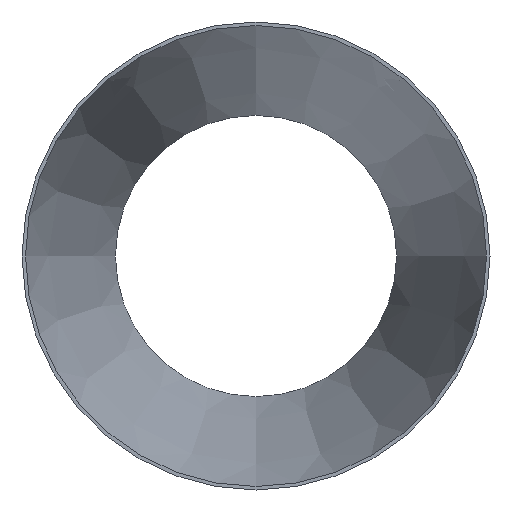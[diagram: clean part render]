
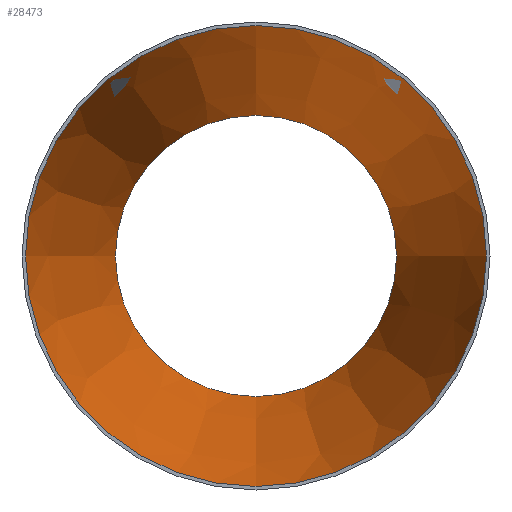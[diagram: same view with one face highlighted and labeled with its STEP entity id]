
A CAD part, front view. The second image highlights one B-rep face of the part: STEP entity #28473.
In plain terms, the highlighted conical face has half-angle 12.358 degrees and reference radius 199.929 mm.
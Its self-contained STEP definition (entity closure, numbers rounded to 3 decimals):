
#3839 = VERTEX_POINT ( 'NONE', #7371 ) ;
#5145 = CONICAL_SURFACE ( 'NONE', #11454, 199.929, 0.216 ) ;
#7371 = CARTESIAN_POINT ( 'NONE',  ( 0., 356., -121.929 ) ) ;
#8469 = CARTESIAN_POINT ( 'NONE',  ( 0., 356., 0. ) ) ;
#8819 = FACE_OUTER_BOUND ( 'NONE', #18364, .T. ) ;
#9553 = DIRECTION ( 'NONE',  ( 0., -1., 0. ) ) ;
#10516 = EDGE_CURVE ( 'NONE', #3839, #3839, #30003, .T. ) ;
#11454 = AXIS2_PLACEMENT_3D ( 'NONE', #28431, #38307, #22487 ) ;
#11865 = DIRECTION ( 'NONE',  ( 0., -1., 0. ) ) ;
#15208 = FACE_BOUND ( 'NONE', #23271, .T. ) ;
#18364 = EDGE_LOOP ( 'NONE', ( #22635 ) ) ;
#22487 = DIRECTION ( 'NONE',  ( 0., 0., -1. ) ) ;
#22635 = ORIENTED_EDGE ( 'NONE', *, *, #41696, .T. ) ;
#23271 = EDGE_LOOP ( 'NONE', ( #39841 ) ) ;
#23713 = AXIS2_PLACEMENT_3D ( 'NONE', #8469, #9553, #39871 ) ;
#26444 = CIRCLE ( 'NONE', #27841, 199.929 ) ;
#27841 = AXIS2_PLACEMENT_3D ( 'NONE', #32295, #11865, #35815 ) ;
#28431 = CARTESIAN_POINT ( 'NONE',  ( 0., 0., 0. ) ) ;
#28473 = ADVANCED_FACE ( 'NONE', ( #15208, #8819 ), #5145, .F. ) ;
#30003 = CIRCLE ( 'NONE', #23713, 121.929 ) ;
#31298 = VERTEX_POINT ( 'NONE', #38101 ) ;
#32295 = CARTESIAN_POINT ( 'NONE',  ( 0., 0., 0. ) ) ;
#35815 = DIRECTION ( 'NONE',  ( 0., 0., -1. ) ) ;
#38101 = CARTESIAN_POINT ( 'NONE',  ( 0., 0., -199.929 ) ) ;
#38307 = DIRECTION ( 'NONE',  ( 0., -1., 0. ) ) ;
#39841 = ORIENTED_EDGE ( 'NONE', *, *, #10516, .F. ) ;
#39871 = DIRECTION ( 'NONE',  ( 0., 0., -1. ) ) ;
#41696 = EDGE_CURVE ( 'NONE', #31298, #31298, #26444, .T. ) ;
